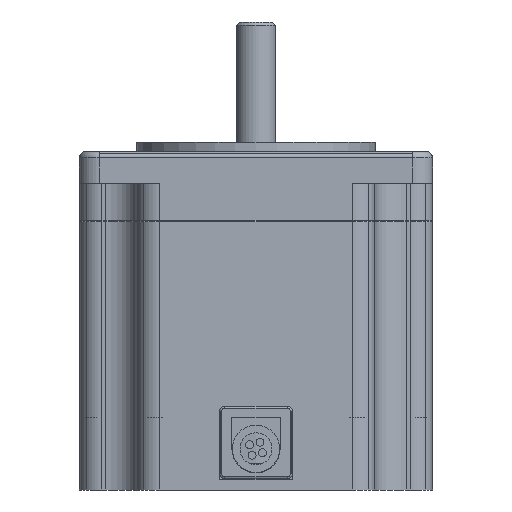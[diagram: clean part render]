
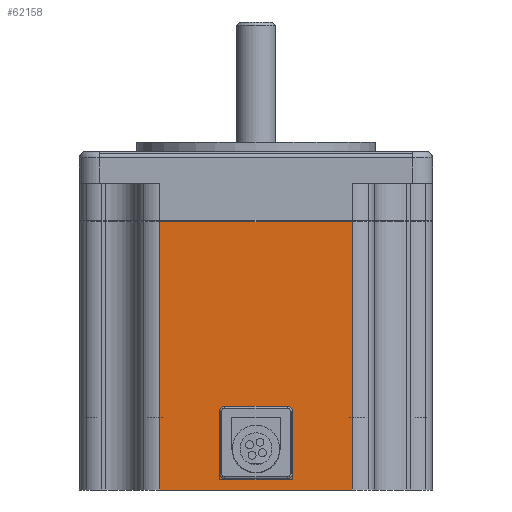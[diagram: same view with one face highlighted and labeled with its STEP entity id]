
A CAD part, front view. The second image highlights one B-rep face of the part: STEP entity #62158.
In plain terms, the highlighted planar face has unit normal (0, -1, 0).
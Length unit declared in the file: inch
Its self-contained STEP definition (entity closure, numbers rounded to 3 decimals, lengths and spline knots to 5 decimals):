
#1263 = ORIENTED_EDGE ( 'NONE', *, *, #32844, .F. ) ;
#1400 = CARTESIAN_POINT ( 'NONE',  ( 0.21771, -1.1035, -1.16779 ) ) ;
#2216 = CARTESIAN_POINT ( 'NONE',  ( -0.1965, -1.1035, -1.582 ) ) ;
#3093 = AXIS2_PLACEMENT_3D ( 'NONE', #17188, #53910, #22504 ) ;
#3228 = EDGE_CURVE ( 'NONE', #8861, #58585, #57830, .T. ) ;
#3509 = CARTESIAN_POINT ( 'NONE',  ( -0.1965, -1.1035, -1.582 ) ) ;
#4505 = DIRECTION ( 'NONE',  ( 0., 0., -1. ) ) ;
#4648 = CARTESIAN_POINT ( 'NONE',  ( -0.2265, -1.1035, -1.582 ) ) ;
#4976 = CARTESIAN_POINT ( 'NONE',  ( 0.1965, -1.1035, -1.159 ) ) ;
#5276 = ORIENTED_EDGE ( 'NONE', *, *, #13012, .T. ) ;
#5459 = LINE ( 'NONE', #63167, #31763 ) ;
#5519 = DIRECTION ( 'NONE',  ( -1., 0., 0. ) ) ;
#5566 = ORIENTED_EDGE ( 'NONE', *, *, #55426, .T. ) ;
#6285 = CARTESIAN_POINT ( 'NONE',  ( -0.6025, -1.1035, -1.68275 ) ) ;
#6364 = FACE_BOUND ( 'NONE', #15548, .T. ) ;
#6548 = CARTESIAN_POINT ( 'NONE',  ( -0.21771, -1.1035, -1.16779 ) ) ;
#7422 = VERTEX_POINT ( 'NONE', #49943 ) ;
#7487 = DIRECTION ( 'NONE',  ( -0.707, 0., -0.707 ) ) ;
#7615 = VERTEX_POINT ( 'NONE', #4976 ) ;
#7705 = LINE ( 'NONE', #29579, #35656 ) ;
#8175 = DIRECTION ( 'NONE',  ( 0., 0., -1. ) ) ;
#8685 = LINE ( 'NONE', #37496, #61276 ) ;
#8766 = DIRECTION ( 'NONE',  ( -0.707, 0., -0.707 ) ) ;
#8861 = VERTEX_POINT ( 'NONE', #21353 ) ;
#8893 = CARTESIAN_POINT ( 'NONE',  ( 0.1965, -1.1035, -1.582 ) ) ;
#8976 = DIRECTION ( 'NONE',  ( -1., 0., 0. ) ) ;
#8989 = LINE ( 'NONE', #35185, #21341 ) ;
#9344 = ORIENTED_EDGE ( 'NONE', *, *, #25745, .T. ) ;
#9604 = AXIS2_PLACEMENT_3D ( 'NONE', #22467, #59166, #27735 ) ;
#10159 = VERTEX_POINT ( 'NONE', #42708 ) ;
#11223 = CARTESIAN_POINT ( 'NONE',  ( -0.6025, -1.1035, -1.68275 ) ) ;
#11287 = DIRECTION ( 'NONE',  ( 1., 0., 0. ) ) ;
#11473 = EDGE_CURVE ( 'NONE', #16164, #44845, #8989, .T. ) ;
#12116 = ORIENTED_EDGE ( 'NONE', *, *, #43603, .T. ) ;
#13012 = EDGE_CURVE ( 'NONE', #44446, #52640, #8685, .T. ) ;
#13444 = ORIENTED_EDGE ( 'NONE', *, *, #19617, .T. ) ;
#14187 = DIRECTION ( 'NONE',  ( 0.707, 0., -0.707 ) ) ;
#15170 = VERTEX_POINT ( 'NONE', #34883 ) ;
#15548 = EDGE_LOOP ( 'NONE', ( #37995, #9344, #5566, #42276, #20930, #34002, #12116, #57078, #38604, #50326, #13444, #52368 ) ) ;
#15711 = AXIS2_PLACEMENT_3D ( 'NONE', #18717, #55414, #23995 ) ;
#16164 = VERTEX_POINT ( 'NONE', #50756 ) ;
#16506 = CIRCLE ( 'NONE', #38698, 0.03 ) ;
#17188 = CARTESIAN_POINT ( 'NONE',  ( -0.1965, -1.1035, -1.189 ) ) ;
#17242 = EDGE_LOOP ( 'NONE', ( #1263, #64322, #44245, #5276 ) ) ;
#17268 = DIRECTION ( 'NONE',  ( 0., 1., 0. ) ) ;
#18206 = DIRECTION ( 'NONE',  ( 0., 1., 0. ) ) ;
#18717 = CARTESIAN_POINT ( 'NONE',  ( 0.1965, -1.1035, -1.582 ) ) ;
#19336 = AXIS2_PLACEMENT_3D ( 'NONE', #49637, #18206, #54940 ) ;
#19617 = EDGE_CURVE ( 'NONE', #43806, #63009, #16506, .T. ) ;
#20930 = ORIENTED_EDGE ( 'NONE', *, *, #65203, .T. ) ;
#21341 = VECTOR ( 'NONE', #8976, 39.37008 ) ;
#21353 = CARTESIAN_POINT ( 'NONE',  ( -0.2265, -1.1035, -1.582 ) ) ;
#21702 = AXIS2_PLACEMENT_3D ( 'NONE', #8893, #45609, #14187 ) ;
#22467 = CARTESIAN_POINT ( 'NONE',  ( -0.1965, -1.1035, -1.189 ) ) ;
#22504 = DIRECTION ( 'NONE',  ( -0.707, 0., 0.707 ) ) ;
#22753 = EDGE_CURVE ( 'NONE', #65451, #7615, #47093, .T. ) ;
#23018 = CIRCLE ( 'NONE', #47767, 0.03 ) ;
#23995 = DIRECTION ( 'NONE',  ( 0.707, 0., -0.707 ) ) ;
#24598 = LINE ( 'NONE', #6285, #36936 ) ;
#25745 = EDGE_CURVE ( 'NONE', #58585, #51042, #55185, .T. ) ;
#25796 = LINE ( 'NONE', #34796, #52037 ) ;
#27735 = DIRECTION ( 'NONE',  ( -0.707, 0., 0.707 ) ) ;
#28708 = CIRCLE ( 'NONE', #15711, 0.03 ) ;
#29579 = CARTESIAN_POINT ( 'NONE',  ( 0.6025, -1.1035, -0.0048 ) ) ;
#31763 = VECTOR ( 'NONE', #5519, 39.37008 ) ;
#32844 = EDGE_CURVE ( 'NONE', #16164, #52640, #7705, .T. ) ;
#33077 = CARTESIAN_POINT ( 'NONE',  ( -0.2265, -1.1035, -1.189 ) ) ;
#33159 = VECTOR ( 'NONE', #11287, 39.37008 ) ;
#34002 = ORIENTED_EDGE ( 'NONE', *, *, #44035, .T. ) ;
#34175 = EDGE_CURVE ( 'NONE', #7422, #35435, #44320, .T. ) ;
#34598 = EDGE_CURVE ( 'NONE', #63009, #8861, #23018, .T. ) ;
#34796 = CARTESIAN_POINT ( 'NONE',  ( 0.2265, -1.1035, -1.189 ) ) ;
#34883 = CARTESIAN_POINT ( 'NONE',  ( 0.1965, -1.1035, -1.612 ) ) ;
#35185 = CARTESIAN_POINT ( 'NONE',  ( 0.6025, -1.1035, -0.0048 ) ) ;
#35435 = VERTEX_POINT ( 'NONE', #41339 ) ;
#35656 = VECTOR ( 'NONE', #8175, 39.37008 ) ;
#35972 = DIRECTION ( 'NONE',  ( 0., -1., 0. ) ) ;
#36112 = DIRECTION ( 'NONE',  ( 0., 0., 1. ) ) ;
#36936 = VECTOR ( 'NONE', #37740, 39.37008 ) ;
#37496 = CARTESIAN_POINT ( 'NONE',  ( -0.6025, -1.1035, -1.68275 ) ) ;
#37740 = DIRECTION ( 'NONE',  ( 0., 0., 1. ) ) ;
#37995 = ORIENTED_EDGE ( 'NONE', *, *, #3228, .T. ) ;
#38604 = ORIENTED_EDGE ( 'NONE', *, *, #54382, .T. ) ;
#38698 = AXIS2_PLACEMENT_3D ( 'NONE', #3509, #40241, #8766 ) ;
#38929 = DIRECTION ( 'NONE',  ( 0., 1., 0. ) ) ;
#39036 = CIRCLE ( 'NONE', #19336, 0.03 ) ;
#39568 = AXIS2_PLACEMENT_3D ( 'NONE', #48657, #17268, #53986 ) ;
#40241 = DIRECTION ( 'NONE',  ( 0., 1., 0. ) ) ;
#40796 = EDGE_CURVE ( 'NONE', #15170, #43806, #5459, .T. ) ;
#41014 = PLANE ( 'NONE',  #64386 ) ;
#41339 = CARTESIAN_POINT ( 'NONE',  ( 0.21771, -1.1035, -1.60321 ) ) ;
#41506 = CARTESIAN_POINT ( 'NONE',  ( -0.6025, -1.1035, -0.0048 ) ) ;
#41591 = CIRCLE ( 'NONE', #3093, 0.03 ) ;
#41593 = VERTEX_POINT ( 'NONE', #1400 ) ;
#42276 = ORIENTED_EDGE ( 'NONE', *, *, #22753, .T. ) ;
#42708 = CARTESIAN_POINT ( 'NONE',  ( 0.2265, -1.1035, -1.189 ) ) ;
#43603 = EDGE_CURVE ( 'NONE', #10159, #7422, #25796, .T. ) ;
#43806 = VERTEX_POINT ( 'NONE', #51706 ) ;
#43868 = VECTOR ( 'NONE', #36112, 39.37008 ) ;
#44035 = EDGE_CURVE ( 'NONE', #41593, #10159, #52764, .T. ) ;
#44245 = ORIENTED_EDGE ( 'NONE', *, *, #64010, .F. ) ;
#44320 = CIRCLE ( 'NONE', #21702, 0.03 ) ;
#44446 = VERTEX_POINT ( 'NONE', #11223 ) ;
#44845 = VERTEX_POINT ( 'NONE', #41506 ) ;
#45609 = DIRECTION ( 'NONE',  ( 0., 1., 0. ) ) ;
#46417 = CARTESIAN_POINT ( 'NONE',  ( -0.1965, -1.1035, -1.159 ) ) ;
#47093 = LINE ( 'NONE', #58382, #33159 ) ;
#47767 = AXIS2_PLACEMENT_3D ( 'NONE', #2216, #38929, #7487 ) ;
#48601 = CARTESIAN_POINT ( 'NONE',  ( -0.21771, -1.1035, -1.60321 ) ) ;
#48657 = CARTESIAN_POINT ( 'NONE',  ( 0.1965, -1.1035, -1.189 ) ) ;
#49182 = CARTESIAN_POINT ( 'NONE',  ( 0.6025, -1.1035, -1.68275 ) ) ;
#49637 = CARTESIAN_POINT ( 'NONE',  ( 0.1965, -1.1035, -1.189 ) ) ;
#49943 = CARTESIAN_POINT ( 'NONE',  ( 0.2265, -1.1035, -1.582 ) ) ;
#50326 = ORIENTED_EDGE ( 'NONE', *, *, #40796, .T. ) ;
#50756 = CARTESIAN_POINT ( 'NONE',  ( 0.6025, -1.1035, -0.0048 ) ) ;
#51042 = VERTEX_POINT ( 'NONE', #6548 ) ;
#51706 = CARTESIAN_POINT ( 'NONE',  ( -0.1965, -1.1035, -1.612 ) ) ;
#52037 = VECTOR ( 'NONE', #66259, 39.37008 ) ;
#52368 = ORIENTED_EDGE ( 'NONE', *, *, #34598, .T. ) ;
#52640 = VERTEX_POINT ( 'NONE', #49182 ) ;
#52764 = CIRCLE ( 'NONE', #39568, 0.03 ) ;
#53910 = DIRECTION ( 'NONE',  ( 0., 1., 0. ) ) ;
#53986 = DIRECTION ( 'NONE',  ( 0.707, 0., 0.707 ) ) ;
#54382 = EDGE_CURVE ( 'NONE', #35435, #15170, #28708, .T. ) ;
#54940 = DIRECTION ( 'NONE',  ( 0.707, 0., 0.707 ) ) ;
#55185 = CIRCLE ( 'NONE', #9604, 0.03 ) ;
#55414 = DIRECTION ( 'NONE',  ( 0., 1., 0. ) ) ;
#55426 = EDGE_CURVE ( 'NONE', #51042, #65451, #41591, .T. ) ;
#57078 = ORIENTED_EDGE ( 'NONE', *, *, #34175, .T. ) ;
#57830 = LINE ( 'NONE', #4648, #43868 ) ;
#58382 = CARTESIAN_POINT ( 'NONE',  ( -0.1965, -1.1035, -1.159 ) ) ;
#58585 = VERTEX_POINT ( 'NONE', #33077 ) ;
#58596 = DIRECTION ( 'NONE',  ( 1., 0., 0. ) ) ;
#59166 = DIRECTION ( 'NONE',  ( 0., 1., 0. ) ) ;
#61276 = VECTOR ( 'NONE', #58596, 39.37008 ) ;
#62158 = ADVANCED_FACE ( 'NONE', ( #62255, #6364 ), #41014, .T. ) ;
#62255 = FACE_OUTER_BOUND ( 'NONE', #17242, .T. ) ;
#63009 = VERTEX_POINT ( 'NONE', #48601 ) ;
#63167 = CARTESIAN_POINT ( 'NONE',  ( 0.1965, -1.1035, -1.612 ) ) ;
#64010 = EDGE_CURVE ( 'NONE', #44446, #44845, #24598, .T. ) ;
#64322 = ORIENTED_EDGE ( 'NONE', *, *, #11473, .T. ) ;
#64386 = AXIS2_PLACEMENT_3D ( 'NONE', #67449, #35972, #4505 ) ;
#65203 = EDGE_CURVE ( 'NONE', #7615, #41593, #39036, .T. ) ;
#65451 = VERTEX_POINT ( 'NONE', #46417 ) ;
#66259 = DIRECTION ( 'NONE',  ( 0., 0., -1. ) ) ;
#67449 = CARTESIAN_POINT ( 'NONE',  ( -0.9785, -1.1035, -1.23 ) ) ;
